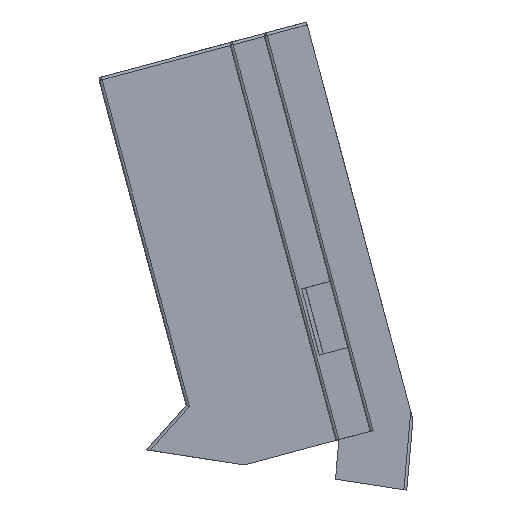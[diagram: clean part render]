
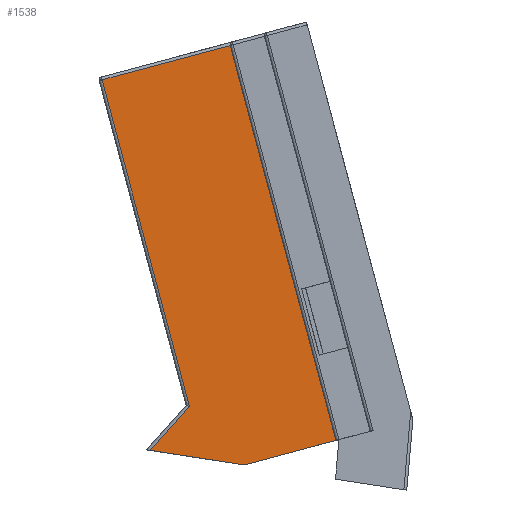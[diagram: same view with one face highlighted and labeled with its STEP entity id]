
A CAD part, left-side view. The second image highlights one B-rep face of the part: STEP entity #1538.
In plain terms, the highlighted planar face has unit normal (-1, 0, 0).
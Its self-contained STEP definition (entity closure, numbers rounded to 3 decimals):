
#1483=CARTESIAN_POINT('',(428.37,616.511,-7.414));
#1484=DIRECTION('',(-1.,0.,0.));
#1485=DIRECTION('',(-0.,-0.966,0.259));
#1486=AXIS2_PLACEMENT_3D('',#1483,#1484,#1485);
#1487=PLANE('',#1486);
#1488=CARTESIAN_POINT('',(428.37,602.268,-39.708));
#1489=VERTEX_POINT('',#1488);
#1490=CARTESIAN_POINT('',(428.37,618.246,-37.229));
#1491=VERTEX_POINT('',#1490);
#1492=CARTESIAN_POINT('',(428.37,602.268,-39.708));
#1493=DIRECTION('',(0.,0.988,0.153));
#1494=VECTOR('',#1493,16.169);
#1495=LINE('',#1492,#1494);
#1496=EDGE_CURVE('',#1489,#1491,#1495,.T.);
#1497=ORIENTED_EDGE('',*,*,#1496,.F.);
#1498=CARTESIAN_POINT('',(428.37,586.716,-35.541));
#1499=VERTEX_POINT('',#1498);
#1500=CARTESIAN_POINT('',(428.37,586.716,-35.541));
#1501=DIRECTION('',(0.,0.966,-0.259));
#1502=VECTOR('',#1501,16.101);
#1503=LINE('',#1500,#1502);
#1504=EDGE_CURVE('',#1499,#1489,#1503,.T.);
#1505=ORIENTED_EDGE('',*,*,#1504,.F.);
#1506=CARTESIAN_POINT('',(428.37,604.652,31.398));
#1507=VERTEX_POINT('',#1506);
#1508=CARTESIAN_POINT('',(428.37,604.652,31.398));
#1509=DIRECTION('',(-0.,-0.259,-0.966));
#1510=VECTOR('',#1509,69.3);
#1511=LINE('',#1508,#1510);
#1512=EDGE_CURVE('',#1507,#1499,#1511,.T.);
#1513=ORIENTED_EDGE('',*,*,#1512,.F.);
#1514=CARTESIAN_POINT('',(428.37,626.385,25.575));
#1515=VERTEX_POINT('',#1514);
#1516=CARTESIAN_POINT('',(428.37,604.652,31.398));
#1517=DIRECTION('',(0.,0.966,-0.259));
#1518=VECTOR('',#1517,22.5);
#1519=LINE('',#1516,#1518);
#1520=EDGE_CURVE('',#1507,#1515,#1519,.T.);
#1521=ORIENTED_EDGE('',*,*,#1520,.T.);
#1522=CARTESIAN_POINT('',(428.37,611.556,-29.768));
#1523=VERTEX_POINT('',#1522);
#1524=CARTESIAN_POINT('',(428.37,626.385,25.575));
#1525=DIRECTION('',(-0.,-0.259,-0.966));
#1526=VECTOR('',#1525,57.295);
#1527=LINE('',#1524,#1526);
#1528=EDGE_CURVE('',#1515,#1523,#1527,.T.);
#1529=ORIENTED_EDGE('',*,*,#1528,.T.);
#1530=CARTESIAN_POINT('',(428.37,611.556,-29.768));
#1531=DIRECTION('',(0.,0.668,-0.745));
#1532=VECTOR('',#1531,10.021);
#1533=LINE('',#1530,#1532);
#1534=EDGE_CURVE('',#1523,#1491,#1533,.T.);
#1535=ORIENTED_EDGE('',*,*,#1534,.T.);
#1536=EDGE_LOOP('',(#1497,#1505,#1513,#1521,#1529,#1535));
#1537=FACE_BOUND('',#1536,.T.);
#1538=ADVANCED_FACE('',(#1537),#1487,.T.);
